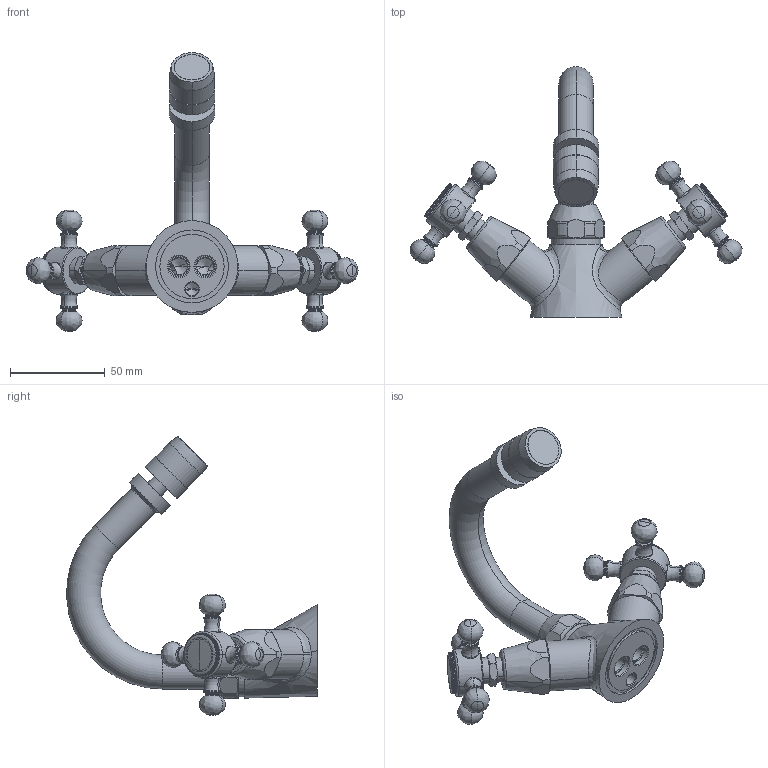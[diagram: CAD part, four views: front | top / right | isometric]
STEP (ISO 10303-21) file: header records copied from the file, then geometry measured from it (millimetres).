
FILE_DESCRIPTION((''),'2;1');
FILE_NAME('VLV138CR','2021-11-11T08:44:43',('ut3'),('PAFFONI SpA'),'CREO PARAMETRIC BY PTC INC, 2020044','CREO PARAMETRIC BY PTC INC, 2020044','');
FILE_SCHEMA(('CONFIG_CONTROL_DESIGN','SHAPE_APPEARANCE_LAYERS_GROUPS'));
Length unit declared in the file: millimetre
Products named in the file (1): VLV138CR
Bounding box: 175.44 x 132.42 x 147.23 mm (x, y, z)
Volume: 146736.3 mm3; surface area: 50569.9 mm2
Topology: 1 solids, 1 shells, 1235 faces, 3252 edges, 2048 vertices
Faces by surface type: plane 567, cylinder 400, torus 112, cone 108, bspline 28, sphere 20
Entity records: 51305 total; most frequent: CARTESIAN_POINT 11633, ORIENTED_EDGE 6448, DIRECTION 6168, EDGE_CURVE 3224, AXIS2_PLACEMENT_3D 2365, VERTEX_POINT 2048, FILL_AREA_STYLE_COLOUR 1439, FILL_AREA_STYLE 1439
